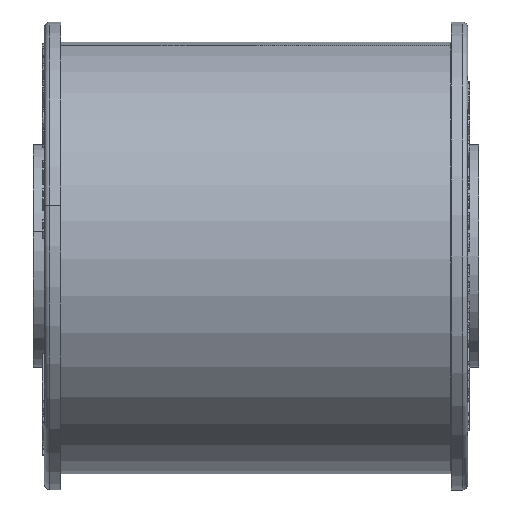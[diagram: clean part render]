
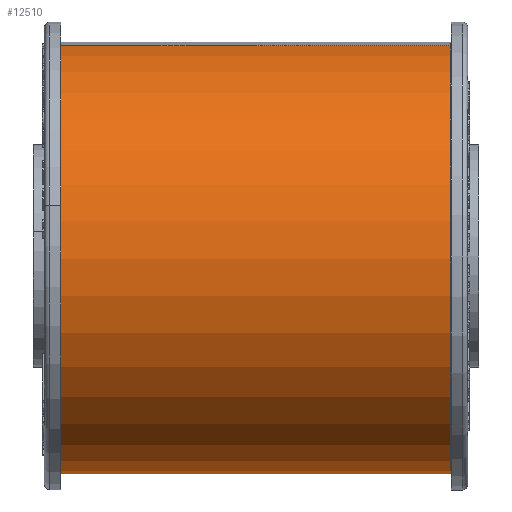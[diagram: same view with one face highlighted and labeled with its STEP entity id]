
A CAD part, left-side view. The second image highlights one B-rep face of the part: STEP entity #12510.
In plain terms, the highlighted cylindrical face has radius 19.37 mm (diameter 38.74 mm), a partial arc.
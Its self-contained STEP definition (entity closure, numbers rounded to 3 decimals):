
#496 = AXIS2_PLACEMENT_3D ( 'NONE', #11878, #15402, #733 ) ;
#714 = ORIENTED_EDGE ( 'NONE', *, *, #1877, .F. ) ;
#733 = DIRECTION ( 'NONE',  ( 0., 0., -1. ) ) ;
#1220 = CIRCLE ( 'NONE', #20961, 19.37 ) ;
#1877 = EDGE_CURVE ( 'NONE', #3703, #2208, #19011, .T. ) ;
#2208 = VERTEX_POINT ( 'NONE', #19101 ) ;
#2602 = CARTESIAN_POINT ( 'NONE',  ( 19.18, 35., 0. ) ) ;
#3250 = ORIENTED_EDGE ( 'NONE', *, *, #15226, .T. ) ;
#3703 = VERTEX_POINT ( 'NONE', #7413 ) ;
#4399 = EDGE_CURVE ( 'NONE', #22808, #3703, #19104, .T. ) ;
#4967 = CARTESIAN_POINT ( 'NONE',  ( -0.19, 35., 0. ) ) ;
#6009 = CARTESIAN_POINT ( 'NONE',  ( -19.56, 35., 0. ) ) ;
#6054 = EDGE_CURVE ( 'NONE', #11410, #2208, #17337, .T. ) ;
#7150 = DIRECTION ( 'NONE',  ( 0., -1., 0. ) ) ;
#7413 = CARTESIAN_POINT ( 'NONE',  ( 19.18, 0., 0. ) ) ;
#7599 = CARTESIAN_POINT ( 'NONE',  ( 19.18, 35., 0. ) ) ;
#7890 = FACE_OUTER_BOUND ( 'NONE', #21897, .T. ) ;
#8012 = CYLINDRICAL_SURFACE ( 'NONE', #496, 19.37 ) ;
#10761 = ORIENTED_EDGE ( 'NONE', *, *, #6054, .T. ) ;
#11410 = VERTEX_POINT ( 'NONE', #6009 ) ;
#11878 = CARTESIAN_POINT ( 'NONE',  ( -0.19, 35., 0. ) ) ;
#12467 = DIRECTION ( 'NONE',  ( 1., 0., 0. ) ) ;
#12510 = ADVANCED_FACE ( 'NONE', ( #7890 ), #8012, .T. ) ;
#12570 = ORIENTED_EDGE ( 'NONE', *, *, #4399, .F. ) ;
#13697 = DIRECTION ( 'NONE',  ( 0., -1., 0. ) ) ;
#15226 = EDGE_CURVE ( 'NONE', #22808, #11410, #1220, .T. ) ;
#15255 = CARTESIAN_POINT ( 'NONE',  ( -0.19, 0., 0. ) ) ;
#15402 = DIRECTION ( 'NONE',  ( 0., -1., 0. ) ) ;
#16923 = DIRECTION ( 'NONE',  ( 0., -1., 0. ) ) ;
#17337 = LINE ( 'NONE', #22803, #17596 ) ;
#17596 = VECTOR ( 'NONE', #13697, 1000. ) ;
#18435 = VECTOR ( 'NONE', #16923, 1000. ) ;
#18626 = AXIS2_PLACEMENT_3D ( 'NONE', #15255, #21055, #19249 ) ;
#19011 = CIRCLE ( 'NONE', #18626, 19.37 ) ;
#19101 = CARTESIAN_POINT ( 'NONE',  ( -19.56, 0., 0. ) ) ;
#19104 = LINE ( 'NONE', #7599, #18435 ) ;
#19249 = DIRECTION ( 'NONE',  ( 1., 0., 0. ) ) ;
#20961 = AXIS2_PLACEMENT_3D ( 'NONE', #4967, #7150, #12467 ) ;
#21055 = DIRECTION ( 'NONE',  ( 0., -1., 0. ) ) ;
#21897 = EDGE_LOOP ( 'NONE', ( #714, #12570, #3250, #10761 ) ) ;
#22803 = CARTESIAN_POINT ( 'NONE',  ( -19.56, 35., 0. ) ) ;
#22808 = VERTEX_POINT ( 'NONE', #2602 ) ;
